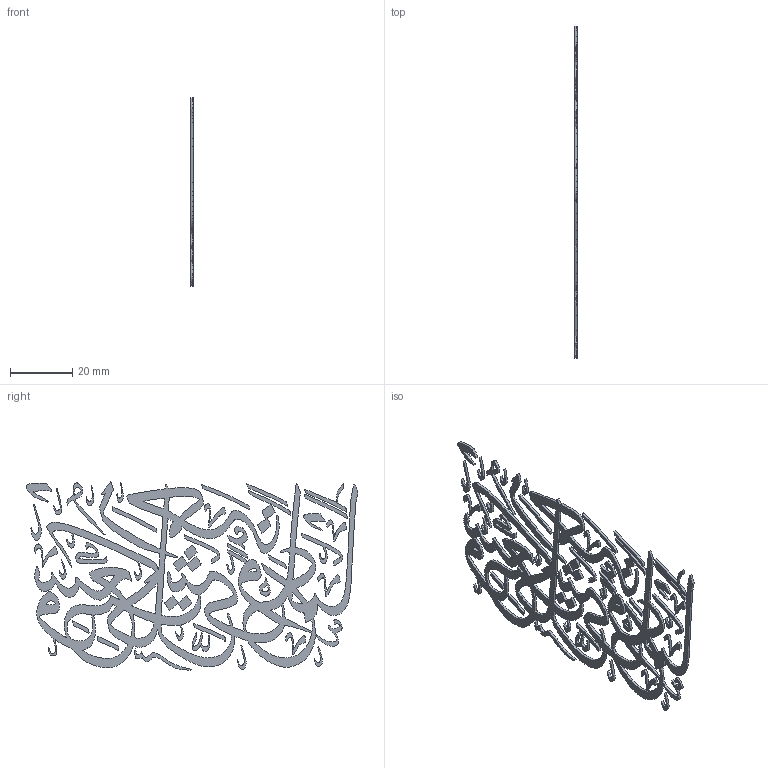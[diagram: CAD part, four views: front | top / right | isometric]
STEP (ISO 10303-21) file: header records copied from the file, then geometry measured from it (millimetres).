
FILE_DESCRIPTION(('FreeCAD Model'),'2;1');
FILE_NAME('Open CASCADE Shape Model','2025-05-04T05:33:18',('FreeCAD'),( 'FreeCAD'),'Open CASCADE STEP processor 7.6','FreeCAD','Unknown');
FILE_SCHEMA(('AUTOMOTIVE_DESIGN { 1 0 10303 214 1 1 1 1 }'));
Products named in the file (1): Open CASCADE STEP translator 7.6 1
Bounding box: 0.82 x 106.82 x 60.54 mm (x, y, z)
Volume: 1874.5 mm3; surface area: 6848.4 mm2
Topology: 37 solids, 37 shells, 4038 faces, 11892 edges, 7928 vertices
Faces by surface type: bspline 4038
Entity records: 119679 total; most frequent: CARTESIAN_POINT 47869, ORIENTED_EDGE 23784, EDGE_CURVE 11892, B_SPLINE_CURVE_WITH_KNOTS 11890, VERTEX_POINT 7928, FACE_BOUND 4076, EDGE_LOOP 4076, ADVANCED_FACE 4038
